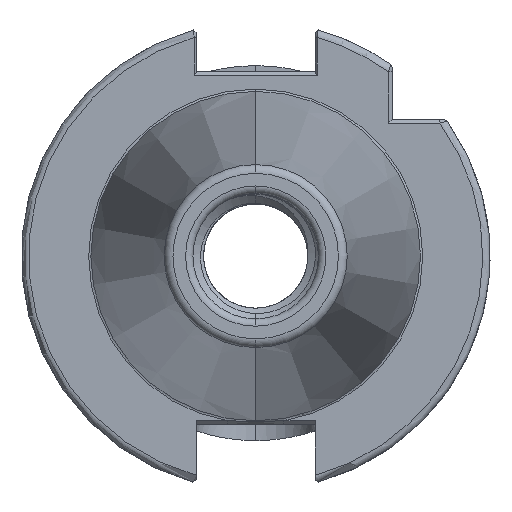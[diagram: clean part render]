
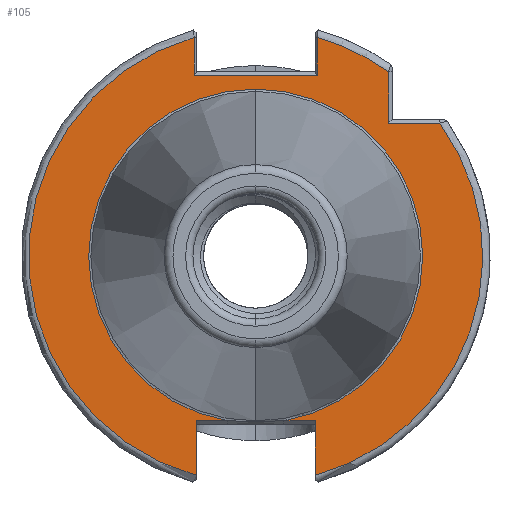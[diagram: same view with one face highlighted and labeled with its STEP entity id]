
A CAD part, left-side view. The second image highlights one B-rep face of the part: STEP entity #105.
In plain terms, the highlighted planar face has unit normal (-1, 0, 0).
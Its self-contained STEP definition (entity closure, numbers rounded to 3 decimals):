
#105 = ADVANCED_FACE ( 'NONE', ( #4136 ), #8569, .F. ) ;
#311 = AXIS2_PLACEMENT_3D ( 'NONE', #8571, #8597, #8584 ) ;
#576 = CARTESIAN_POINT ( 'NONE',  ( 0., 0., 0. ) ) ;
#580 = DIRECTION ( 'NONE',  ( -1., 0., 0. ) ) ;
#584 = DIRECTION ( 'NONE',  ( -1., 0., 0. ) ) ;
#589 = CARTESIAN_POINT ( 'NONE',  ( 0., 0., 0. ) ) ;
#590 = CARTESIAN_POINT ( 'NONE',  ( 0., 8.335, 29.704 ) ) ;
#591 = DIRECTION ( 'NONE',  ( 0., 0., 1. ) ) ;
#592 = DIRECTION ( 'NONE',  ( 0., 0., -1. ) ) ;
#593 = DIRECTION ( 'NONE',  ( 0., 0., -1. ) ) ;
#597 = CARTESIAN_POINT ( 'NONE',  ( 0., -18., 24.594 ) ) ;
#601 = DIRECTION ( 'NONE',  ( 0., 0., 1. ) ) ;
#846 = CARTESIAN_POINT ( 'NONE',  ( 0., 0., 0. ) ) ;
#862 = CARTESIAN_POINT ( 'NONE',  ( 0., 8.05, -31.776 ) ) ;
#863 = DIRECTION ( 'NONE',  ( 0., 0., 1. ) ) ;
#864 = DIRECTION ( 'NONE',  ( 0., -1., 0. ) ) ;
#865 = DIRECTION ( 'NONE',  ( 0., 0., -1. ) ) ;
#867 = CARTESIAN_POINT ( 'NONE',  ( 0., -18.5, 18. ) ) ;
#879 = DIRECTION ( 'NONE',  ( 1., 0., 0. ) ) ;
#881 = CARTESIAN_POINT ( 'NONE',  ( 0., 22.692, -22.3 ) ) ;
#885 = DIRECTION ( 'NONE',  ( 0., 1., 0. ) ) ;
#902 = CARTESIAN_POINT ( 'NONE',  ( 0., -8.05, -31.776 ) ) ;
#915 = DIRECTION ( 'NONE',  ( 0., -1., 0. ) ) ;
#926 = CARTESIAN_POINT ( 'NONE',  ( 0., 22.692, -22.3 ) ) ;
#927 = DIRECTION ( 'NONE',  ( 0., 0., 1. ) ) ;
#1920 = EDGE_CURVE ( 'NONE', #18857, #19292, #16326, .T. ) ;
#1922 = EDGE_CURVE ( 'NONE', #18837, #18852, #16327, .T. ) ;
#1924 = EDGE_CURVE ( 'NONE', #18840, #17090, #16340, .T. ) ;
#1933 = EDGE_CURVE ( 'NONE', #19293, #18854, #16372, .T. ) ;
#1936 = EDGE_CURVE ( 'NONE', #17122, #18839, #16368, .T. ) ;
#1938 = EDGE_CURVE ( 'NONE', #18854, #18840, #16367, .T. ) ;
#1939 = EDGE_CURVE ( 'NONE', #19306, #18839, #16370, .T. ) ;
#1964 = EDGE_CURVE ( 'NONE', #19306, #18837, #16413, .T. ) ;
#1966 = EDGE_CURVE ( 'NONE', #19274, #19283, #16396, .T. ) ;
#1967 = EDGE_CURVE ( 'NONE', #19292, #19319, #16399, .T. ) ;
#1970 = EDGE_CURVE ( 'NONE', #18852, #19274, #16402, .T. ) ;
#2012 = EDGE_CURVE ( 'NONE', #19283, #18857, #16432, .T. ) ;
#2036 = EDGE_CURVE ( 'NONE', #19319, #19293, #16417, .T. ) ;
#2086 = EDGE_CURVE ( 'NONE', #17090, #17122, #2534, .T. ) ;
#2142 = CARTESIAN_POINT ( 'NONE',  ( 0., 0., 0. ) ) ;
#2157 = DIRECTION ( 'NONE',  ( -1., 0., 0. ) ) ;
#2186 = DIRECTION ( 'NONE',  ( 0., 0., -1. ) ) ;
#2331 = CARTESIAN_POINT ( 'NONE',  ( 0., -8.335, 25. ) ) ;
#2334 = DIRECTION ( 'NONE',  ( 0., 0., -1. ) ) ;
#2534 = CIRCLE ( 'NONE', #4858, 22.627 ) ;
#3209 = CARTESIAN_POINT ( 'NONE',  ( 0., 8.05, 24.5 ) ) ;
#3633 = DIRECTION ( 'NONE',  ( 0., 1., 0. ) ) ;
#4136 = FACE_OUTER_BOUND ( 'NONE', #19168, .T. ) ;
#4848 = AXIS2_PLACEMENT_3D ( 'NONE', #846, #879, #865 ) ;
#4858 = AXIS2_PLACEMENT_3D ( 'NONE', #10116, #10119, #10127 ) ;
#4861 = AXIS2_PLACEMENT_3D ( 'NONE', #589, #580, #593 ) ;
#4862 = AXIS2_PLACEMENT_3D ( 'NONE', #576, #584, #592 ) ;
#4886 = AXIS2_PLACEMENT_3D ( 'NONE', #2142, #2157, #2186 ) ;
#8569 = PLANE ( 'NONE',  #311 ) ;
#8571 = CARTESIAN_POINT ( 'NONE',  ( 0., 22.692, 0. ) ) ;
#8584 = DIRECTION ( 'NONE',  ( 0., 0., -1. ) ) ;
#8597 = DIRECTION ( 'NONE',  ( 1., 0., 0. ) ) ;
#9826 = CARTESIAN_POINT ( 'NONE',  ( 0., 8.335, 29.625 ) ) ;
#9835 = CARTESIAN_POINT ( 'NONE',  ( 0., -8.05, -29.704 ) ) ;
#9839 = CARTESIAN_POINT ( 'NONE',  ( 0., 8.335, 24.5 ) ) ;
#9853 = CARTESIAN_POINT ( 'NONE',  ( 0., 8.05, -29.704 ) ) ;
#10116 = CARTESIAN_POINT ( 'NONE',  ( 0., 0., 0. ) ) ;
#10119 = DIRECTION ( 'NONE',  ( 1., 0., 0. ) ) ;
#10127 = DIRECTION ( 'NONE',  ( 0., 0., -1. ) ) ;
#10668 = CARTESIAN_POINT ( 'NONE',  ( 0., -3.833, -22.3 ) ) ;
#10672 = CARTESIAN_POINT ( 'NONE',  ( 0., 0., 22.627 ) ) ;
#10755 = CARTESIAN_POINT ( 'NONE',  ( 0., -18., 18. ) ) ;
#10779 = CARTESIAN_POINT ( 'NONE',  ( 0., -24.962, 18. ) ) ;
#10787 = CARTESIAN_POINT ( 'NONE',  ( 0., -18., 24.962 ) ) ;
#10793 = CARTESIAN_POINT ( 'NONE',  ( 0., -8.335, 24.5 ) ) ;
#10795 = CARTESIAN_POINT ( 'NONE',  ( 0., -8.05, -22.3 ) ) ;
#10812 = CARTESIAN_POINT ( 'NONE',  ( 0., -8.335, 29.625 ) ) ;
#10823 = CARTESIAN_POINT ( 'NONE',  ( 0., 3.833, -22.3 ) ) ;
#10825 = CARTESIAN_POINT ( 'NONE',  ( 0., 8.05, -22.3 ) ) ;
#16316 = VECTOR ( 'NONE', #3633, 1000. ) ;
#16326 = LINE ( 'NONE', #3209, #16316 ) ;
#16327 = LINE ( 'NONE', #867, #16332 ) ;
#16332 = VECTOR ( 'NONE', #885, 1000. ) ;
#16340 = CIRCLE ( 'NONE', #4848, 22.627 ) ;
#16362 = VECTOR ( 'NONE', #864, 1000. ) ;
#16366 = VECTOR ( 'NONE', #863, 1000. ) ;
#16367 = LINE ( 'NONE', #926, #16369 ) ;
#16368 = LINE ( 'NONE', #881, #16362 ) ;
#16369 = VECTOR ( 'NONE', #915, 1000. ) ;
#16370 = LINE ( 'NONE', #902, #16371 ) ;
#16371 = VECTOR ( 'NONE', #927, 1000. ) ;
#16372 = LINE ( 'NONE', #862, #16366 ) ;
#16392 = VECTOR ( 'NONE', #601, 1000. ) ;
#16396 = CIRCLE ( 'NONE', #4862, 30.775 ) ;
#16399 = LINE ( 'NONE', #590, #16405 ) ;
#16402 = LINE ( 'NONE', #597, #16392 ) ;
#16405 = VECTOR ( 'NONE', #591, 1000. ) ;
#16413 = CIRCLE ( 'NONE', #4861, 30.775 ) ;
#16417 = CIRCLE ( 'NONE', #4886, 30.775 ) ;
#16432 = LINE ( 'NONE', #2331, #16433 ) ;
#16433 = VECTOR ( 'NONE', #2334, 1000. ) ;
#17090 = VERTEX_POINT ( 'NONE', #10672 ) ;
#17122 = VERTEX_POINT ( 'NONE', #10668 ) ;
#17241 = ORIENTED_EDGE ( 'NONE', *, *, #1939, .F. ) ;
#17283 = ORIENTED_EDGE ( 'NONE', *, *, #1970, .T. ) ;
#17312 = ORIENTED_EDGE ( 'NONE', *, *, #1938, .T. ) ;
#17315 = ORIENTED_EDGE ( 'NONE', *, *, #1966, .T. ) ;
#17317 = ORIENTED_EDGE ( 'NONE', *, *, #1967, .T. ) ;
#17320 = ORIENTED_EDGE ( 'NONE', *, *, #1924, .T. ) ;
#17321 = ORIENTED_EDGE ( 'NONE', *, *, #2036, .T. ) ;
#17332 = ORIENTED_EDGE ( 'NONE', *, *, #1933, .T. ) ;
#17340 = ORIENTED_EDGE ( 'NONE', *, *, #2086, .T. ) ;
#17341 = ORIENTED_EDGE ( 'NONE', *, *, #1922, .T. ) ;
#17347 = ORIENTED_EDGE ( 'NONE', *, *, #1936, .T. ) ;
#17349 = ORIENTED_EDGE ( 'NONE', *, *, #1920, .T. ) ;
#17350 = ORIENTED_EDGE ( 'NONE', *, *, #2012, .T. ) ;
#17382 = ORIENTED_EDGE ( 'NONE', *, *, #1964, .T. ) ;
#18837 = VERTEX_POINT ( 'NONE', #10779 ) ;
#18839 = VERTEX_POINT ( 'NONE', #10795 ) ;
#18840 = VERTEX_POINT ( 'NONE', #10823 ) ;
#18852 = VERTEX_POINT ( 'NONE', #10755 ) ;
#18854 = VERTEX_POINT ( 'NONE', #10825 ) ;
#18857 = VERTEX_POINT ( 'NONE', #10793 ) ;
#19168 = EDGE_LOOP ( 'NONE', ( #17341, #17283, #17315, #17350, #17349, #17317, #17321, #17332, #17312, #17320, #17340, #17347, #17241, #17382 ) ) ;
#19274 = VERTEX_POINT ( 'NONE', #10787 ) ;
#19283 = VERTEX_POINT ( 'NONE', #10812 ) ;
#19292 = VERTEX_POINT ( 'NONE', #9839 ) ;
#19293 = VERTEX_POINT ( 'NONE', #9853 ) ;
#19306 = VERTEX_POINT ( 'NONE', #9835 ) ;
#19319 = VERTEX_POINT ( 'NONE', #9826 ) ;
